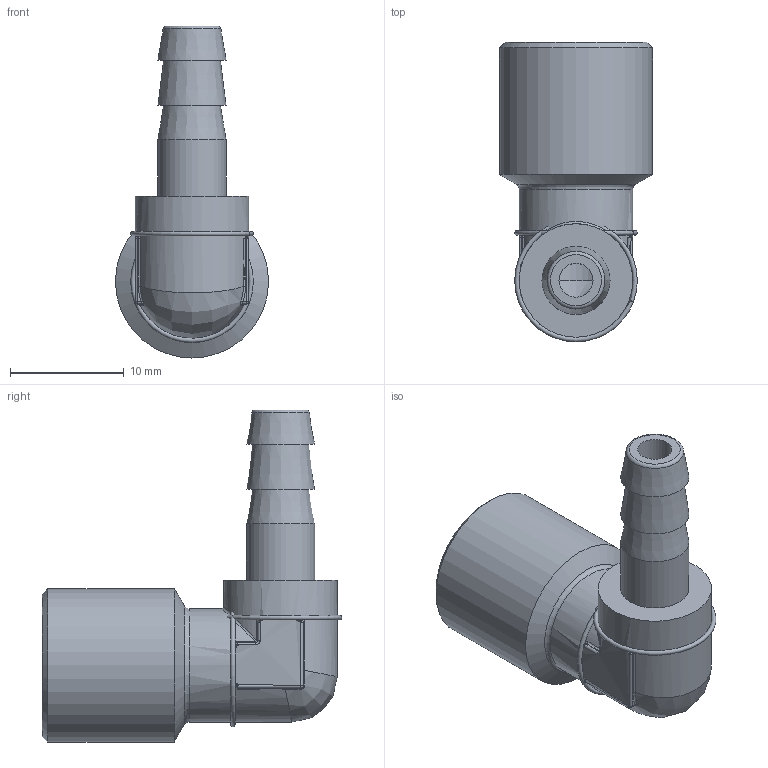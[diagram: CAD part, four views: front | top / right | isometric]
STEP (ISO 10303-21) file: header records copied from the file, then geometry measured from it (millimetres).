
FILE_DESCRIPTION(/* description */ ('Unknown'),/* implementation_level */ '2;1');
FILE_NAME(/* name */ 'PG259186NI',/* time_stamp */ '2016-11-17T11:35:46+01:00',/* author */ ('UNIC S.R.L.'),/* organization */ ('Unknown'),/* preprocessor_version */ 'ST-DEVELOPER v16',/* originating_system */ 'DEX',/* authorisation */ $);
FILE_SCHEMA (('AUTOMOTIVE_DESIGN {1 0 10303 214 3 1 1}'));
Length unit declared in the file: millimetre
Products named in the file (1): PG259186NI
Bounding box: 13.5 x 26.4 x 29.25 mm (x, y, z)
Volume: 2330 mm3; surface area: 2304.9 mm2
Topology: 3 solids, 4 shells, 116 faces, 241 edges, 125 vertices
Faces by surface type: cylinder 36, bspline 33, plane 15, torus 12, sphere 12, cone 8
Full cylindrical faces by diameter (mm): 3 x1, 6 x2, 8.8 x2, 10 x2, 13.5 x1
Entity records: 4358 total; most frequent: CARTESIAN_POINT 1459, DIRECTION 416, ORIENTED_EDGE 402, EDGE_CURVE 201, AXIS2_PLACEMENT_3D 184, FACE_BOUND 139, EDGE_LOOP 138, STYLED_ITEM 116
